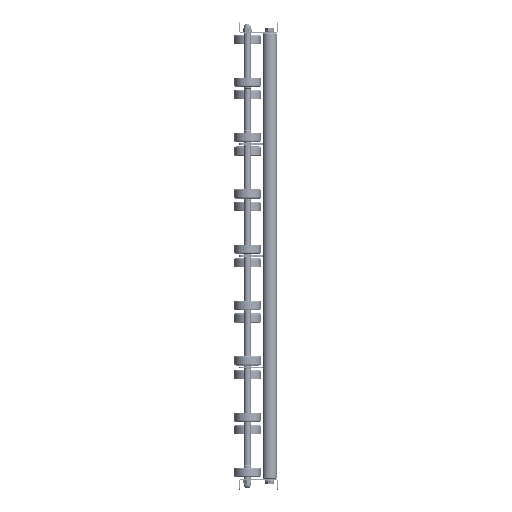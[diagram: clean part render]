
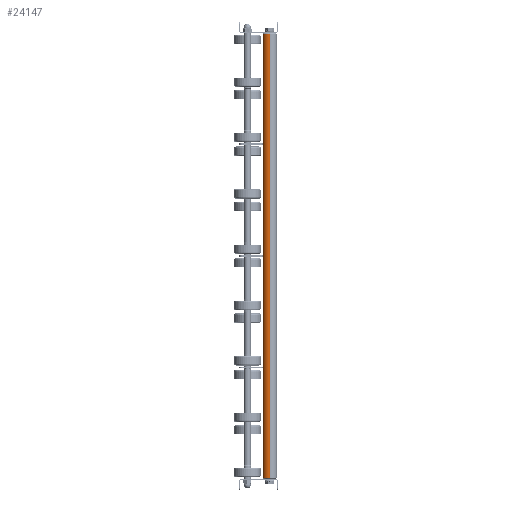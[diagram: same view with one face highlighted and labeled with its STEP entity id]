
A CAD part, left-side view. The second image highlights one B-rep face of the part: STEP entity #24147.
In plain terms, the highlighted cylindrical face has radius 12.5 mm (diameter 25 mm), a partial arc.
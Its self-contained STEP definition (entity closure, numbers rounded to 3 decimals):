
#276 = CIRCLE ( 'NONE', #3359, 12.5 ) ;
#811 = EDGE_LOOP ( 'NONE', ( #16163, #13767, #36892, #9659 ) ) ;
#2258 = CARTESIAN_POINT ( 'NONE',  ( 1., 0., -12.5 ) ) ;
#3359 = AXIS2_PLACEMENT_3D ( 'NONE', #21002, #32965, #21186 ) ;
#3480 = EDGE_CURVE ( 'NONE', #23945, #4647, #31620, .T. ) ;
#4647 = VERTEX_POINT ( 'NONE', #2258 ) ;
#4827 = VERTEX_POINT ( 'NONE', #22060 ) ;
#5173 = CARTESIAN_POINT ( 'NONE',  ( 800., 0., -12.5 ) ) ;
#5676 = AXIS2_PLACEMENT_3D ( 'NONE', #21637, #12405, #32660 ) ;
#6488 = AXIS2_PLACEMENT_3D ( 'NONE', #12718, #26657, #36807 ) ;
#6995 = FACE_OUTER_BOUND ( 'NONE', #811, .T. ) ;
#7357 = LINE ( 'NONE', #36872, #22544 ) ;
#7547 = DIRECTION ( 'NONE',  ( -1., 0., 0. ) ) ;
#9659 = ORIENTED_EDGE ( 'NONE', *, *, #28191, .F. ) ;
#12405 = DIRECTION ( 'NONE',  ( -1., 0., 0. ) ) ;
#12718 = CARTESIAN_POINT ( 'NONE',  ( 1., 0., 0. ) ) ;
#13767 = ORIENTED_EDGE ( 'NONE', *, *, #3480, .T. ) ;
#13992 = EDGE_CURVE ( 'NONE', #22376, #23945, #276, .T. ) ;
#16163 = ORIENTED_EDGE ( 'NONE', *, *, #13992, .T. ) ;
#21002 = CARTESIAN_POINT ( 'NONE',  ( 799., 0., 0. ) ) ;
#21186 = DIRECTION ( 'NONE',  ( 0., 0., -1. ) ) ;
#21637 = CARTESIAN_POINT ( 'NONE',  ( 800., 0., 0. ) ) ;
#22060 = CARTESIAN_POINT ( 'NONE',  ( 1., 0., 12.5 ) ) ;
#22376 = VERTEX_POINT ( 'NONE', #32409 ) ;
#22544 = VECTOR ( 'NONE', #7547, 1000. ) ;
#23388 = CARTESIAN_POINT ( 'NONE',  ( 799., 0., -12.5 ) ) ;
#23945 = VERTEX_POINT ( 'NONE', #23388 ) ;
#24147 = ADVANCED_FACE ( 'NONE', ( #6995 ), #35736, .T. ) ;
#24995 = VECTOR ( 'NONE', #29284, 1000. ) ;
#26192 = CIRCLE ( 'NONE', #6488, 12.5 ) ;
#26657 = DIRECTION ( 'NONE',  ( 1., 0., 0. ) ) ;
#28191 = EDGE_CURVE ( 'NONE', #22376, #4827, #7357, .T. ) ;
#29284 = DIRECTION ( 'NONE',  ( -1., 0., 0. ) ) ;
#31620 = LINE ( 'NONE', #5173, #24995 ) ;
#32409 = CARTESIAN_POINT ( 'NONE',  ( 799., 0., 12.5 ) ) ;
#32660 = DIRECTION ( 'NONE',  ( 0., 0., 1. ) ) ;
#32965 = DIRECTION ( 'NONE',  ( -1., 0., 0. ) ) ;
#33090 = EDGE_CURVE ( 'NONE', #4647, #4827, #26192, .T. ) ;
#35736 = CYLINDRICAL_SURFACE ( 'NONE', #5676, 12.5 ) ;
#36807 = DIRECTION ( 'NONE',  ( 0., 0., -1. ) ) ;
#36872 = CARTESIAN_POINT ( 'NONE',  ( 800., 0., 12.5 ) ) ;
#36892 = ORIENTED_EDGE ( 'NONE', *, *, #33090, .T. ) ;
